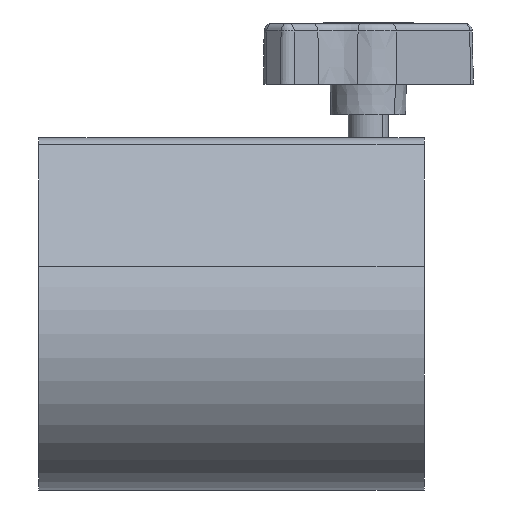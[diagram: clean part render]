
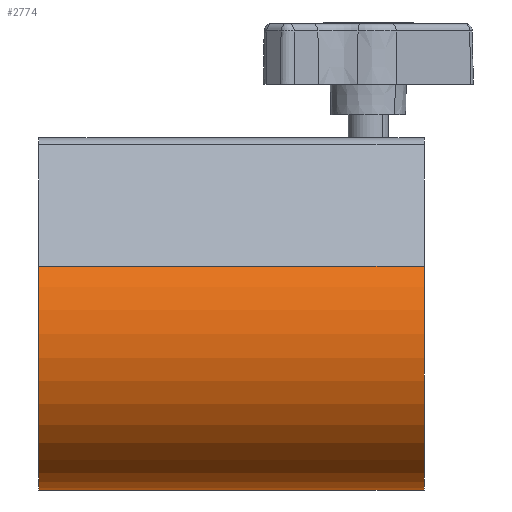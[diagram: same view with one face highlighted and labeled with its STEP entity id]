
A CAD part, left-side view. The second image highlights one B-rep face of the part: STEP entity #2774.
In plain terms, the highlighted cylindrical face has radius 28.675 mm (diameter 57.35 mm), a partial arc.
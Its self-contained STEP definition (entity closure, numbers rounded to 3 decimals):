
#227 = CARTESIAN_POINT ( 'NONE',  ( -24.166, -38., 15.436 ) ) ;
#590 = EDGE_CURVE ( 'NONE', #2203, #8391, #2876, .T. ) ;
#629 = EDGE_CURVE ( 'NONE', #1279, #682, #2339, .T. ) ;
#682 = VERTEX_POINT ( 'NONE', #2217 ) ;
#920 = CARTESIAN_POINT ( 'NONE',  ( 0., 38., -28.675 ) ) ;
#1174 = CARTESIAN_POINT ( 'NONE',  ( 0., 38., 0. ) ) ;
#1279 = VERTEX_POINT ( 'NONE', #1632 ) ;
#1546 = CIRCLE ( 'NONE', #5946, 28.675 ) ;
#1622 = CARTESIAN_POINT ( 'NONE',  ( -24.166, 38., 15.436 ) ) ;
#1632 = CARTESIAN_POINT ( 'NONE',  ( 0., 38., -28.675 ) ) ;
#1861 = DIRECTION ( 'NONE',  ( 0., -1., 0. ) ) ;
#2099 = EDGE_CURVE ( 'NONE', #1279, #2203, #1546, .T. ) ;
#2203 = VERTEX_POINT ( 'NONE', #4662 ) ;
#2217 = CARTESIAN_POINT ( 'NONE',  ( 0., -38., -28.675 ) ) ;
#2339 = LINE ( 'NONE', #920, #7368 ) ;
#2341 = AXIS2_PLACEMENT_3D ( 'NONE', #1174, #1861, #4647 ) ;
#2774 = ADVANCED_FACE ( 'NONE', ( #8092 ), #6874, .T. ) ;
#2876 = LINE ( 'NONE', #1622, #8255 ) ;
#3010 = DIRECTION ( 'NONE',  ( 0., -1., 0. ) ) ;
#3193 = DIRECTION ( 'NONE',  ( 0., 0., 1. ) ) ;
#3682 = AXIS2_PLACEMENT_3D ( 'NONE', #5967, #8858, #3193 ) ;
#4456 = ORIENTED_EDGE ( 'NONE', *, *, #629, .T. ) ;
#4647 = DIRECTION ( 'NONE',  ( 0., 0., -1. ) ) ;
#4662 = CARTESIAN_POINT ( 'NONE',  ( -24.166, 38., 15.436 ) ) ;
#5310 = DIRECTION ( 'NONE',  ( 0., 1., 0. ) ) ;
#5946 = AXIS2_PLACEMENT_3D ( 'NONE', #8166, #5310, #7436 ) ;
#5967 = CARTESIAN_POINT ( 'NONE',  ( 0., -38., 0. ) ) ;
#6089 = CIRCLE ( 'NONE', #3682, 28.675 ) ;
#6480 = ORIENTED_EDGE ( 'NONE', *, *, #590, .F. ) ;
#6874 = CYLINDRICAL_SURFACE ( 'NONE', #2341, 28.675 ) ;
#7045 = DIRECTION ( 'NONE',  ( 0., -1., 0. ) ) ;
#7256 = ORIENTED_EDGE ( 'NONE', *, *, #8755, .T. ) ;
#7368 = VECTOR ( 'NONE', #7045, 1000. ) ;
#7436 = DIRECTION ( 'NONE',  ( 0., 0., 1. ) ) ;
#8057 = ORIENTED_EDGE ( 'NONE', *, *, #2099, .F. ) ;
#8092 = FACE_OUTER_BOUND ( 'NONE', #8632, .T. ) ;
#8166 = CARTESIAN_POINT ( 'NONE',  ( 0., 38., 0. ) ) ;
#8255 = VECTOR ( 'NONE', #3010, 1000. ) ;
#8391 = VERTEX_POINT ( 'NONE', #227 ) ;
#8632 = EDGE_LOOP ( 'NONE', ( #8057, #4456, #7256, #6480 ) ) ;
#8755 = EDGE_CURVE ( 'NONE', #682, #8391, #6089, .T. ) ;
#8858 = DIRECTION ( 'NONE',  ( 0., 1., 0. ) ) ;
